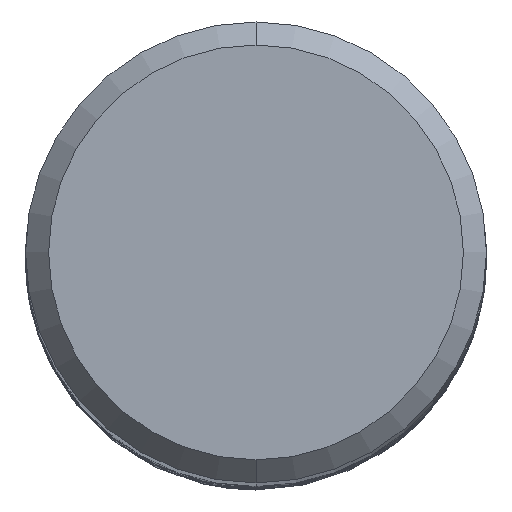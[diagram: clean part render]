
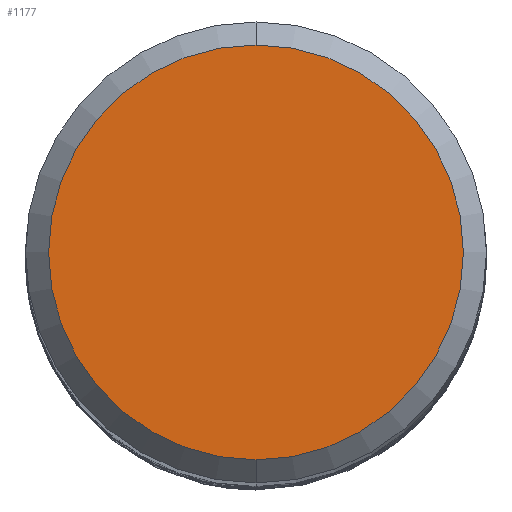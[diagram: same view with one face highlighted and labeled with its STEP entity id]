
A CAD part, top view. The second image highlights one B-rep face of the part: STEP entity #1177.
In plain terms, the highlighted planar face has unit normal (0, 0, 1).
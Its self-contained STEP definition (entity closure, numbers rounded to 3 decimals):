
#527=EDGE_CURVE('',#617,#1421,#1479,.T.);
#617=VERTEX_POINT('',#1578);
#815=EDGE_CURVE('',#1421,#617,#1793,.T.);
#1177=ADVANCED_FACE('',(#2185),#2186,.T.);
#1421=VERTEX_POINT('',#2459);
#1479=CIRCLE('',#2626,4.5);
#1578=CARTESIAN_POINT('',(0.0,4.5,0.0));
#1793=CIRCLE('',#6891,4.5);
#2185=FACE_OUTER_BOUND('',#11739,.T.);
#2186=PLANE('',#11740);
#2459=CARTESIAN_POINT('',(0.,-4.5,0.0));
#2626=AXIS2_PLACEMENT_3D('',#15110,#15111,#15112);
#6891=AXIS2_PLACEMENT_3D('',#15406,#15407,#15408);
#11739=EDGE_LOOP('',(#15752,#15753));
#11740=AXIS2_PLACEMENT_3D('',#15754,#15755,#15756);
#15110=CARTESIAN_POINT('',(0.0,0.0,0.0));
#15111=DIRECTION('',(0.0,0.0,-1.0));
#15112=DIRECTION('',(0.0,1.0,0.0));
#15406=CARTESIAN_POINT('',(0.0,0.0,0.0));
#15407=DIRECTION('',(0.0,0.0,-1.0));
#15408=DIRECTION('',(0.0,1.0,0.0));
#15752=ORIENTED_EDGE('',*,*,#527,.F.);
#15753=ORIENTED_EDGE('',*,*,#815,.F.);
#15754=CARTESIAN_POINT('',(0.0,2.25,0.0));
#15755=DIRECTION('',(-0.0,0.0,1.0));
#15756=DIRECTION('',(0.0,-1.0,0.0));
